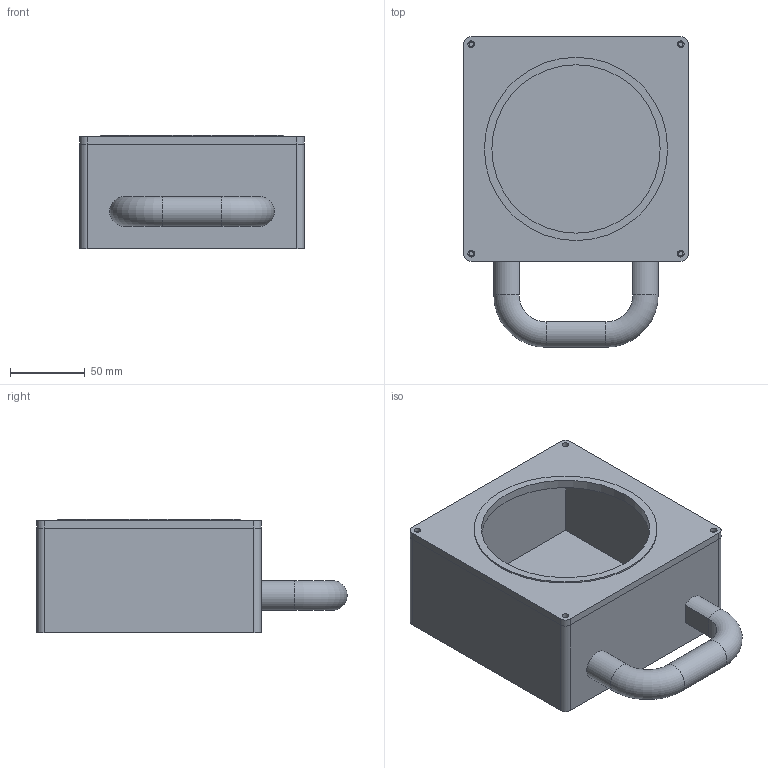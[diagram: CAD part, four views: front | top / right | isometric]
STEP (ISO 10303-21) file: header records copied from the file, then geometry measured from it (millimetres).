
FILE_DESCRIPTION(/* description */ (''),/* implementation_level */ '2;1');
FILE_NAME(/* name */ 'Attitude Control Base v1.step',/* time_stamp */ '2022-02-20T10:45:49-03:00',/* author */ (''),/* organization */ (''),/* preprocessor_version */ 'ST-DEVELOPER v18.1',/* originating_system */ 'Autodesk Translation Framework v10.13.0.1454',/* authorisation */ '');
FILE_SCHEMA (('AUTOMOTIVE_DESIGN { 1 0 10303 214 3 1 1 }'));
Length unit declared in the file: millimetre
Products named in the file (4): Attitude Controll; Base; Lid; Handle
Assembly tree (3 placements, depth 3):
  Attitude Controll
    Base
      Lid
      Handle
Bounding box: 150 x 207.46 x 76 mm (x, y, z)
Volume: 545891.7 mm3; surface area: 162433.7 mm2
Topology: 3 solids, 3 shells, 64 faces, 136 edges, 88 vertices
Faces by surface type: plane 33, cylinder 29, torus 2
Full cylindrical faces by diameter (mm): 3 x8, 4.5 x4, 112.5 x1, 122.5 x1
Entity records: 1868 total; most frequent: DIRECTION 336, CARTESIAN_POINT 295, ORIENTED_EDGE 272, EDGE_CURVE 136, AXIS2_PLACEMENT_3D 129, EDGE_LOOP 88, VERTEX_POINT 88, LINE 78
